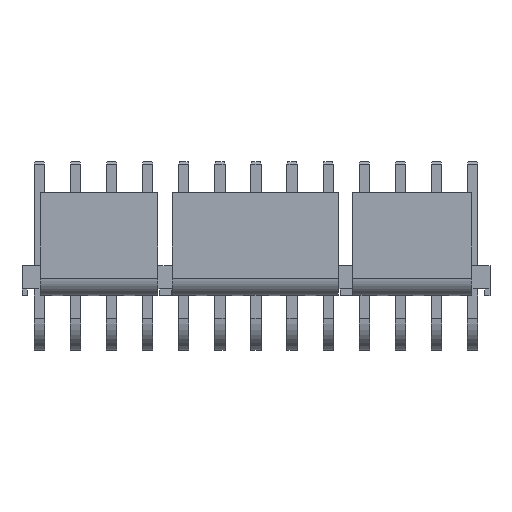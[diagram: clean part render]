
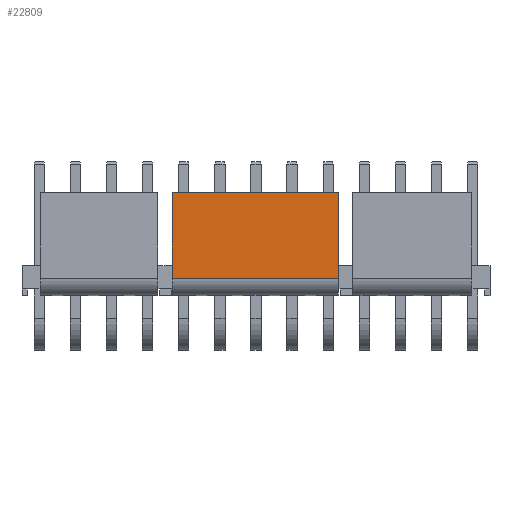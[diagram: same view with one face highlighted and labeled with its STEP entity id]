
A CAD part, top view. The second image highlights one B-rep face of the part: STEP entity #22809.
In plain terms, the highlighted planar face has unit normal (0, 0, 1).
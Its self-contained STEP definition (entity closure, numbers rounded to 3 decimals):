
#3567 = PLANE('',#3568);
#3568 = AXIS2_PLACEMENT_3D('',#3569,#3570,#3571);
#3569 = CARTESIAN_POINT('',(32.793,19.345,10.01));
#3570 = DIRECTION('',(-1.,0.,0.));
#3571 = DIRECTION('',(0.,-1.,0.));
#4069 = PLANE('',#4070);
#4070 = AXIS2_PLACEMENT_3D('',#4071,#4072,#4073);
#4071 = CARTESIAN_POINT('',(14.577,4.715,10.01));
#4072 = DIRECTION('',(1.,0.,0.));
#4073 = DIRECTION('',(0.,1.,0.));
#10813 = EDGE_CURVE('',#10814,#10816,#10818,.T.);
#10814 = VERTEX_POINT('',#10815);
#10815 = CARTESIAN_POINT('',(14.577,7.32,10.01));
#10816 = VERTEX_POINT('',#10817);
#10817 = CARTESIAN_POINT('',(14.577,16.74,10.01));
#10818 = SURFACE_CURVE('',#10819,(#10823,#10830),.PCURVE_S1.);
#10819 = LINE('',#10820,#10821);
#10820 = CARTESIAN_POINT('',(14.577,4.715,10.01));
#10821 = VECTOR('',#10822,1.);
#10822 = DIRECTION('',(0.,1.,0.));
#10823 = PCURVE('',#4069,#10824);
#10824 = DEFINITIONAL_REPRESENTATION('',(#10825),#10829);
#10825 = LINE('',#10826,#10827);
#10826 = CARTESIAN_POINT('',(0.,0.));
#10827 = VECTOR('',#10828,1.);
#10828 = DIRECTION('',(1.,0.));
#10829 = ( GEOMETRIC_REPRESENTATION_CONTEXT(2)
PARAMETRIC_REPRESENTATION_CONTEXT() REPRESENTATION_CONTEXT('2D SPACE',''
) );
#10830 = PCURVE('',#10831,#10836);
#10831 = PLANE('',#10832);
#10832 = AXIS2_PLACEMENT_3D('',#10833,#10834,#10835);
#10833 = CARTESIAN_POINT('',(49.425,16.74,10.01));
#10834 = DIRECTION('',(0.,0.,1.));
#10835 = DIRECTION('',(0.,-1.,0.));
#10836 = DEFINITIONAL_REPRESENTATION('',(#10837),#10841);
#10837 = LINE('',#10838,#10839);
#10838 = CARTESIAN_POINT('',(12.025,-34.848));
#10839 = VECTOR('',#10840,1.);
#10840 = DIRECTION('',(-1.,0.));
#10841 = ( GEOMETRIC_REPRESENTATION_CONTEXT(2)
PARAMETRIC_REPRESENTATION_CONTEXT() REPRESENTATION_CONTEXT('2D SPACE',''
) );
#10860 = CYLINDRICAL_SURFACE('',#10861,1.948);
#10861 = AXIS2_PLACEMENT_3D('',#10862,#10863,#10864);
#10862 = CARTESIAN_POINT('',(49.425,7.357,8.063));
#10863 = DIRECTION('',(1.,0.,0.));
#10864 = DIRECTION('',(0.,-0.019,
1.));
#11092 = PLANE('',#11093);
#11093 = AXIS2_PLACEMENT_3D('',#11094,#11095,#11096);
#11094 = CARTESIAN_POINT('',(49.425,16.74,9.24));
#11095 = DIRECTION('',(0.,1.,0.));
#11096 = DIRECTION('',(0.,0.,1.));
#12158 = EDGE_CURVE('',#12159,#12161,#12163,.T.);
#12159 = VERTEX_POINT('',#12160);
#12160 = CARTESIAN_POINT('',(32.793,16.74,10.01));
#12161 = VERTEX_POINT('',#12162);
#12162 = CARTESIAN_POINT('',(32.793,7.32,10.01));
#12163 = SURFACE_CURVE('',#12164,(#12168,#12175),.PCURVE_S1.);
#12164 = LINE('',#12165,#12166);
#12165 = CARTESIAN_POINT('',(32.793,19.345,10.01));
#12166 = VECTOR('',#12167,1.);
#12167 = DIRECTION('',(0.,-1.,0.));
#12168 = PCURVE('',#3567,#12169);
#12169 = DEFINITIONAL_REPRESENTATION('',(#12170),#12174);
#12170 = LINE('',#12171,#12172);
#12171 = CARTESIAN_POINT('',(0.,0.));
#12172 = VECTOR('',#12173,1.);
#12173 = DIRECTION('',(1.,0.));
#12174 = ( GEOMETRIC_REPRESENTATION_CONTEXT(2)
PARAMETRIC_REPRESENTATION_CONTEXT() REPRESENTATION_CONTEXT('2D SPACE',''
) );
#12175 = PCURVE('',#10831,#12176);
#12176 = DEFINITIONAL_REPRESENTATION('',(#12177),#12181);
#12177 = LINE('',#12178,#12179);
#12178 = CARTESIAN_POINT('',(-2.605,-16.632));
#12179 = VECTOR('',#12180,1.);
#12180 = DIRECTION('',(1.,0.));
#12181 = ( GEOMETRIC_REPRESENTATION_CONTEXT(2)
PARAMETRIC_REPRESENTATION_CONTEXT() REPRESENTATION_CONTEXT('2D SPACE',''
) );
#22809 = ADVANCED_FACE('',(#22810),#10831,.T.);
#22810 = FACE_BOUND('',#22811,.T.);
#22811 = EDGE_LOOP('',(#22812,#22813,#22834,#22835));
#22812 = ORIENTED_EDGE('',*,*,#12158,.F.);
#22813 = ORIENTED_EDGE('',*,*,#22814,.T.);
#22814 = EDGE_CURVE('',#12159,#10816,#22815,.T.);
#22815 = SURFACE_CURVE('',#22816,(#22820,#22827),.PCURVE_S1.);
#22816 = LINE('',#22817,#22818);
#22817 = CARTESIAN_POINT('',(49.425,16.74,10.01));
#22818 = VECTOR('',#22819,1.);
#22819 = DIRECTION('',(-1.,0.,0.));
#22820 = PCURVE('',#10831,#22821);
#22821 = DEFINITIONAL_REPRESENTATION('',(#22822),#22826);
#22822 = LINE('',#22823,#22824);
#22823 = CARTESIAN_POINT('',(0.,0.));
#22824 = VECTOR('',#22825,1.);
#22825 = DIRECTION('',(0.,-1.));
#22826 = ( GEOMETRIC_REPRESENTATION_CONTEXT(2)
PARAMETRIC_REPRESENTATION_CONTEXT() REPRESENTATION_CONTEXT('2D SPACE',''
) );
#22827 = PCURVE('',#11092,#22828);
#22828 = DEFINITIONAL_REPRESENTATION('',(#22829),#22833);
#22829 = LINE('',#22830,#22831);
#22830 = CARTESIAN_POINT('',(0.77,0.));
#22831 = VECTOR('',#22832,1.);
#22832 = DIRECTION('',(0.,-1.));
#22833 = ( GEOMETRIC_REPRESENTATION_CONTEXT(2)
PARAMETRIC_REPRESENTATION_CONTEXT() REPRESENTATION_CONTEXT('2D SPACE',''
) );
#22834 = ORIENTED_EDGE('',*,*,#10813,.F.);
#22835 = ORIENTED_EDGE('',*,*,#22836,.F.);
#22836 = EDGE_CURVE('',#12161,#10814,#22837,.T.);
#22837 = SURFACE_CURVE('',#22838,(#22842,#22849),.PCURVE_S1.);
#22838 = LINE('',#22839,#22840);
#22839 = CARTESIAN_POINT('',(49.425,7.32,10.01));
#22840 = VECTOR('',#22841,1.);
#22841 = DIRECTION('',(-1.,0.,0.));
#22842 = PCURVE('',#10831,#22843);
#22843 = DEFINITIONAL_REPRESENTATION('',(#22844),#22848);
#22844 = LINE('',#22845,#22846);
#22845 = CARTESIAN_POINT('',(9.42,0.));
#22846 = VECTOR('',#22847,1.);
#22847 = DIRECTION('',(0.,-1.));
#22848 = ( GEOMETRIC_REPRESENTATION_CONTEXT(2)
PARAMETRIC_REPRESENTATION_CONTEXT() REPRESENTATION_CONTEXT('2D SPACE',''
) );
#22849 = PCURVE('',#10860,#22850);
#22850 = DEFINITIONAL_REPRESENTATION('',(#22851),#22855);
#22851 = LINE('',#22852,#22853);
#22852 = CARTESIAN_POINT('',(0.,0.));
#22853 = VECTOR('',#22854,1.);
#22854 = DIRECTION('',(0.,-1.));
#22855 = ( GEOMETRIC_REPRESENTATION_CONTEXT(2)
PARAMETRIC_REPRESENTATION_CONTEXT() REPRESENTATION_CONTEXT('2D SPACE',''
) );
